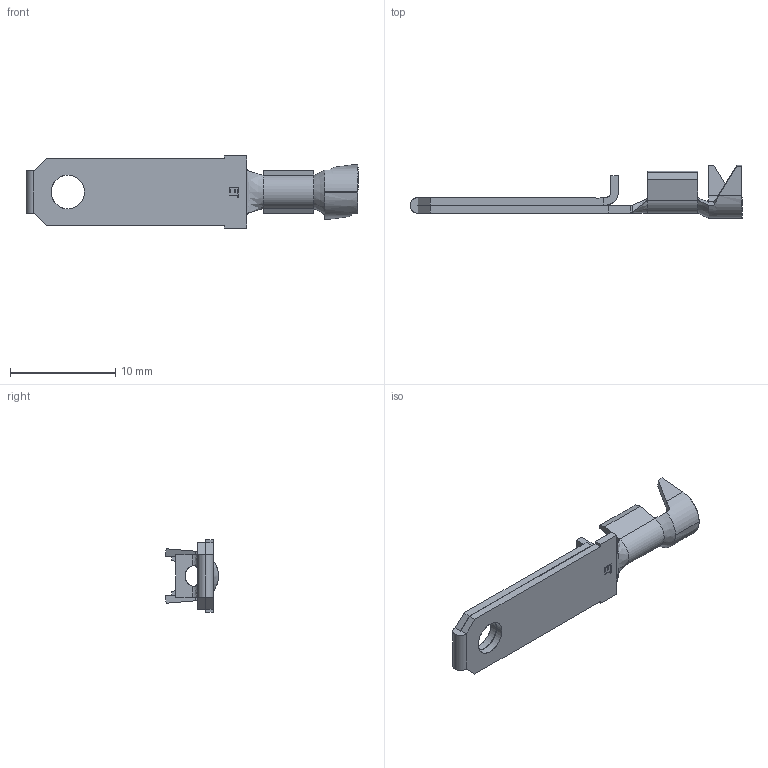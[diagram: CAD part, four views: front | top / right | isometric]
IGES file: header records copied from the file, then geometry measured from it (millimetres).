
Start section: SolidWorks IGES file using analytic representation for surfaces
Global section: file name: 14105.IGS; native system: SolidWorks 2014; preprocessor: SolidWorks 2014; author: sjohnson; date: 150223.092242; units: inch
Bounding box: 31.5 x 5.03 x 6.86 mm (x, y, z)
Surface area: 747.1 mm2 (no closed solid volume)
Topology: 0 solids, 0 shells, 179 faces, 1292 edges, 1292 vertices
Faces by surface type: bspline 130, revolution 49
